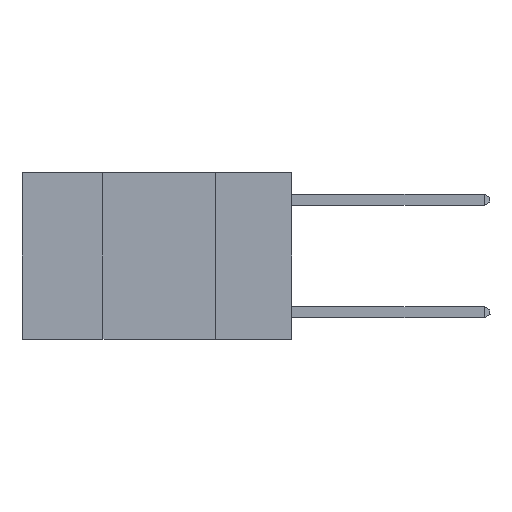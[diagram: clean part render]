
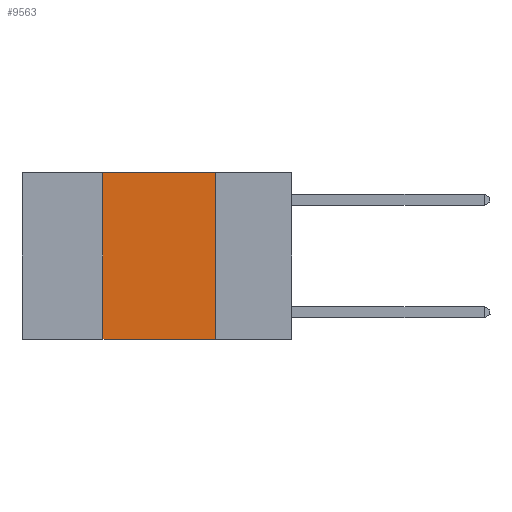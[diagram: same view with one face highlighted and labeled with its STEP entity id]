
A CAD part, left-side view. The second image highlights one B-rep face of the part: STEP entity #9563.
In plain terms, the highlighted planar face has unit normal (-1, 0, 0).
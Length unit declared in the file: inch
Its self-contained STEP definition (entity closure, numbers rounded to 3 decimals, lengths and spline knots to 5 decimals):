
#49 = CARTESIAN_POINT ( 'NONE',  ( 0., 0.42, -0.37 ) ) ;
#469 = EDGE_LOOP ( 'NONE', ( #8178, #3246, #4375, #6737 ) ) ;
#844 = VECTOR ( 'NONE', #5115, 39.37008 ) ;
#1256 = CARTESIAN_POINT ( 'NONE',  ( 0., 0.17, 0. ) ) ;
#1807 = LINE ( 'NONE', #5691, #4892 ) ;
#2427 = CARTESIAN_POINT ( 'NONE',  ( 0., 0.42, 0. ) ) ;
#2941 = VERTEX_POINT ( 'NONE', #7737 ) ;
#3056 = DIRECTION ( 'NONE',  ( 0., -1., 0. ) ) ;
#3246 = ORIENTED_EDGE ( 'NONE', *, *, #14173, .F. ) ;
#4375 = ORIENTED_EDGE ( 'NONE', *, *, #4586, .F. ) ;
#4429 = CARTESIAN_POINT ( 'NONE',  ( 0., 0.17, -0.37 ) ) ;
#4470 = EDGE_CURVE ( 'NONE', #6093, #6909, #12186, .T. ) ;
#4586 = EDGE_CURVE ( 'NONE', #15843, #2941, #12612, .T. ) ;
#4892 = VECTOR ( 'NONE', #3056, 39.37008 ) ;
#5115 = DIRECTION ( 'NONE',  ( 0., -1., 0. ) ) ;
#5201 = AXIS2_PLACEMENT_3D ( 'NONE', #13258, #13187, #6705 ) ;
#5691 = CARTESIAN_POINT ( 'NONE',  ( 0., 0.6, -0.37 ) ) ;
#5766 = CARTESIAN_POINT ( 'NONE',  ( 0., 0.6, 0. ) ) ;
#5819 = DIRECTION ( 'NONE',  ( 0., 0., -1. ) ) ;
#6093 = VERTEX_POINT ( 'NONE', #1256 ) ;
#6705 = DIRECTION ( 'NONE',  ( 0., 0., -1. ) ) ;
#6737 = ORIENTED_EDGE ( 'NONE', *, *, #6887, .T. ) ;
#6887 = EDGE_CURVE ( 'NONE', #15843, #6909, #1807, .T. ) ;
#6909 = VERTEX_POINT ( 'NONE', #4429 ) ;
#7182 = VECTOR ( 'NONE', #7404, 39.37008 ) ;
#7404 = DIRECTION ( 'NONE',  ( 0., 0., 1. ) ) ;
#7737 = CARTESIAN_POINT ( 'NONE',  ( 0., 0.42, 0. ) ) ;
#8139 = PLANE ( 'NONE',  #5201 ) ;
#8178 = ORIENTED_EDGE ( 'NONE', *, *, #4470, .F. ) ;
#9563 = ADVANCED_FACE ( 'NONE', ( #10565 ), #8139, .F. ) ;
#10132 = VECTOR ( 'NONE', #5819, 39.37008 ) ;
#10565 = FACE_OUTER_BOUND ( 'NONE', #469, .T. ) ;
#12186 = LINE ( 'NONE', #14722, #10132 ) ;
#12612 = LINE ( 'NONE', #2427, #7182 ) ;
#13187 = DIRECTION ( 'NONE',  ( 1., 0., 0. ) ) ;
#13258 = CARTESIAN_POINT ( 'NONE',  ( 0., 0.6, 0. ) ) ;
#14016 = LINE ( 'NONE', #5766, #844 ) ;
#14173 = EDGE_CURVE ( 'NONE', #2941, #6093, #14016, .T. ) ;
#14722 = CARTESIAN_POINT ( 'NONE',  ( 0., 0.17, 0. ) ) ;
#15843 = VERTEX_POINT ( 'NONE', #49 ) ;
